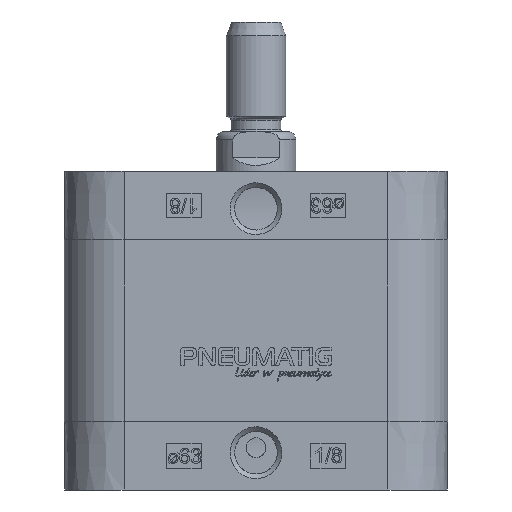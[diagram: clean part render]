
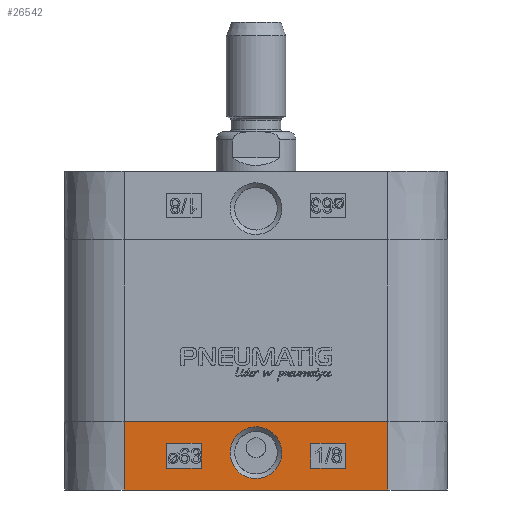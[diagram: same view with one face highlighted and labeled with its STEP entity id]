
A CAD part, left-side view. The second image highlights one B-rep face of the part: STEP entity #26542.
In plain terms, the highlighted planar face has unit normal (-1, 0, -0.009).
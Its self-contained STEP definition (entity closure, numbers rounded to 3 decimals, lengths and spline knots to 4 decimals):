
#1015=B_SPLINE_CURVE_WITH_KNOTS($,3,(#35899,#35900,#35901,#35902,#35903,
#35904,#35905,#35906,#35907,#35908,#35909,#35910,#35911,#35912,#35913,#35914,
#35915,#35916,#35917,#35918,#35919,#35920,#35921,#35922,#35923,#35924,#35925,
#35926,#35927,#35928,#35929,#35930,#35931,#35932,#35933,#35934,#35935,#35936,
#35937,#35938,#35939,#35940,#35941),.UNSPECIFIED.,.T.,.F.,(4,3,3,3,3,3,
3,3,3,3,3,3,3,3,4),(0.,0.2329,0.4472,0.8309,
1.2418,1.4358,1.6823,1.9158,2.1358,
2.5394,2.8835,3.1201,3.3573,3.5846,
3.8175),.UNSPECIFIED.);
#2727=FACE_BOUND($,#8774,.T.);
#2728=FACE_BOUND($,#8775,.T.);
#2729=FACE_BOUND($,#8776,.T.);
#2932=LINE($,#33981,#5001);
#3011=LINE($,#34314,#5080);
#3191=LINE($,#35827,#5260);
#3193=LINE($,#35831,#5262);
#3195=LINE($,#35835,#5264);
#3197=LINE($,#35838,#5266);
#3199=LINE($,#35844,#5268);
#3201=LINE($,#35848,#5270);
#3203=LINE($,#35852,#5272);
#3205=LINE($,#35855,#5274);
#3207=LINE($,#35943,#5276);
#3208=LINE($,#35944,#5277);
#5001=VECTOR($,#29360,5.3);
#5080=VECTOR($,#29623,5.3);
#5260=VECTOR($,#29959,0.5);
#5262=VECTOR($,#29963,0.7);
#5264=VECTOR($,#29967,0.5);
#5266=VECTOR($,#29971,0.7);
#5268=VECTOR($,#29977,0.5);
#5270=VECTOR($,#29981,0.7);
#5272=VECTOR($,#29985,0.5);
#5274=VECTOR($,#29989,0.7);
#5276=VECTOR($,#29995,1.3751);
#5277=VECTOR($,#29996,1.3751);
#7179=FACE_OUTER_BOUND($,#8773,.T.);
#8773=EDGE_LOOP($,(#18567,#18568,#18569,#18570));
#8774=EDGE_LOOP($,(#18571,#18572,#18573,#18574));
#8775=EDGE_LOOP($,(#18575,#18576,#18577,#18578));
#8776=EDGE_LOOP($,(#18579));
#10835=VERTEX_POINT($,#33978);
#10836=VERTEX_POINT($,#33980);
#10935=VERTEX_POINT($,#34311);
#10936=VERTEX_POINT($,#34313);
#11204=VERTEX_POINT($,#35824);
#11205=VERTEX_POINT($,#35826);
#11206=VERTEX_POINT($,#35830);
#11207=VERTEX_POINT($,#35834);
#11208=VERTEX_POINT($,#35841);
#11209=VERTEX_POINT($,#35843);
#11210=VERTEX_POINT($,#35847);
#11211=VERTEX_POINT($,#35851);
#11212=VERTEX_POINT($,#35897);
#13594=EDGE_CURVE($,#10836,#10835,#2932,.T.);
#13718=EDGE_CURVE($,#10936,#10935,#3011,.T.);
#14072=EDGE_CURVE($,#11205,#11204,#3191,.T.);
#14074=EDGE_CURVE($,#11206,#11205,#3193,.T.);
#14076=EDGE_CURVE($,#11207,#11206,#3195,.T.);
#14078=EDGE_CURVE($,#11204,#11207,#3197,.T.);
#14080=EDGE_CURVE($,#11209,#11208,#3199,.T.);
#14082=EDGE_CURVE($,#11210,#11209,#3201,.T.);
#14084=EDGE_CURVE($,#11211,#11210,#3203,.T.);
#14086=EDGE_CURVE($,#11208,#11211,#3205,.T.);
#14088=EDGE_CURVE($,#11212,#11212,#1015,.T.);
#14089=EDGE_CURVE($,#10936,#10835,#3207,.T.);
#14090=EDGE_CURVE($,#10935,#10836,#3208,.T.);
#18567=ORIENTED_EDGE($,*,*,#13594,.T.);
#18568=ORIENTED_EDGE($,*,*,#14089,.F.);
#18569=ORIENTED_EDGE($,*,*,#13718,.T.);
#18570=ORIENTED_EDGE($,*,*,#14090,.T.);
#18571=ORIENTED_EDGE($,*,*,#14072,.T.);
#18572=ORIENTED_EDGE($,*,*,#14078,.T.);
#18573=ORIENTED_EDGE($,*,*,#14076,.T.);
#18574=ORIENTED_EDGE($,*,*,#14074,.T.);
#18575=ORIENTED_EDGE($,*,*,#14080,.T.);
#18576=ORIENTED_EDGE($,*,*,#14086,.T.);
#18577=ORIENTED_EDGE($,*,*,#14084,.T.);
#18578=ORIENTED_EDGE($,*,*,#14082,.T.);
#18579=ORIENTED_EDGE($,*,*,#14088,.F.);
#25945=PLANE($,#28180);
#26542=ADVANCED_FACE($,(#7179,#2727,#2728,#2729),#25945,.T.);
#28180=AXIS2_PLACEMENT_3D($,#35942,#29993,#29994);
#29360=DIRECTION($,(0.,-1.,0.));
#29623=DIRECTION($,(0.,1.,0.));
#29959=DIRECTION($,(-0.009,0.,1.));
#29963=DIRECTION($,(0.,1.,0.));
#29967=DIRECTION($,(0.009,0.,-1.));
#29971=DIRECTION($,(0.,-1.,0.));
#29977=DIRECTION($,(-0.009,0.,1.));
#29981=DIRECTION($,(0.,1.,0.));
#29985=DIRECTION($,(0.009,0.,-1.));
#29989=DIRECTION($,(0.,-1.,0.));
#29993=DIRECTION('center_axis',(-1.,0.,-0.009));
#29994=DIRECTION('ref_axis',(-0.009,0.,
1.));
#29995=DIRECTION($,(0.009,0.,-1.));
#29996=DIRECTION($,(0.009,0.,-1.));
#33978=CARTESIAN_POINT('',(-3.838,-2.65,0.));
#33980=CARTESIAN_POINT('',(-3.838,2.65,0.));
#33981=CARTESIAN_POINT($,(-3.838,2.65,0.));
#34311=CARTESIAN_POINT('',(-3.85,2.65,1.375));
#34313=CARTESIAN_POINT('',(-3.85,-2.65,1.375));
#34314=CARTESIAN_POINT($,(-3.85,-2.65,1.375));
#35824=CARTESIAN_POINT('',(-3.8462,-1.1,0.935));
#35826=CARTESIAN_POINT('',(-3.8418,-1.1,0.435));
#35827=CARTESIAN_POINT($,(-3.8418,-1.1,0.435));
#35830=CARTESIAN_POINT('',(-3.8418,-1.8,0.435));
#35831=CARTESIAN_POINT($,(-3.8418,-1.8,0.435));
#35834=CARTESIAN_POINT('',(-3.8462,-1.8,0.935));
#35835=CARTESIAN_POINT($,(-3.8462,-1.8,0.935));
#35838=CARTESIAN_POINT($,(-3.8462,-1.1,0.935));
#35841=CARTESIAN_POINT('',(-3.8462,1.8,0.935));
#35843=CARTESIAN_POINT('',(-3.8418,1.8,0.435));
#35844=CARTESIAN_POINT($,(-3.8418,1.8,0.435));
#35847=CARTESIAN_POINT('',(-3.8418,1.1,0.435));
#35848=CARTESIAN_POINT($,(-3.8418,1.1,0.435));
#35851=CARTESIAN_POINT('',(-3.8462,1.1,0.935));
#35852=CARTESIAN_POINT($,(-3.8462,1.1,0.935));
#35855=CARTESIAN_POINT($,(-3.8462,1.8,0.935));
#35897=CARTESIAN_POINT('',(-3.8491,-0.0001,1.2687));
#35899=CARTESIAN_POINT('Ctrl Pts',(-3.84,-0.0003,
0.2306));
#35900=CARTESIAN_POINT('Ctrl Pts',(-3.84,-0.0779,
0.2305));
#35901=CARTESIAN_POINT('Ctrl Pts',(-3.8402,-0.1577,
0.248));
#35902=CARTESIAN_POINT('Ctrl Pts',(-3.8405,-0.2256,
0.2807));
#35903=CARTESIAN_POINT('Ctrl Pts',(-3.8407,-0.2881,
0.3108));
#35904=CARTESIAN_POINT('Ctrl Pts',(-3.841,-0.3344,
0.3486));
#35905=CARTESIAN_POINT('Ctrl Pts',(-3.8414,-0.3713,
0.3869));
#35906=CARTESIAN_POINT('Ctrl Pts',(-3.842,-0.4373,
0.4553));
#35907=CARTESIAN_POINT('Ctrl Pts',(-3.8427,-0.4855,
0.5424));
#35908=CARTESIAN_POINT('Ctrl Pts',(-3.8435,-0.5064,
0.6336));
#35909=CARTESIAN_POINT('Ctrl Pts',(-3.8444,-0.5287,
0.7313));
#35910=CARTESIAN_POINT('Ctrl Pts',(-3.8453,-0.5207,
0.8378));
#35911=CARTESIAN_POINT('Ctrl Pts',(-3.8461,-0.4851,
0.9335));
#35912=CARTESIAN_POINT('Ctrl Pts',(-3.8465,-0.4683,
0.9786));
#35913=CARTESIAN_POINT('Ctrl Pts',(-3.847,-0.4438,
1.0265));
#35914=CARTESIAN_POINT('Ctrl Pts',(-3.8474,-0.4066,
1.0732));
#35915=CARTESIAN_POINT('Ctrl Pts',(-3.8479,-0.3593,
1.1325));
#35916=CARTESIAN_POINT('Ctrl Pts',(-3.8483,-0.2926,
1.1849));
#35917=CARTESIAN_POINT('Ctrl Pts',(-3.8486,-0.2201,
1.2188));
#35918=CARTESIAN_POINT('Ctrl Pts',(-3.8489,-0.1515,
1.2509));
#35919=CARTESIAN_POINT('Ctrl Pts',(-3.8491,-0.074,
1.2687));
#35920=CARTESIAN_POINT('Ctrl Pts',(-3.8491,-0.0001,
1.2687));
#35921=CARTESIAN_POINT('Ctrl Pts',(-3.8491,0.0696,
1.2687));
#35922=CARTESIAN_POINT('Ctrl Pts',(-3.8489,0.1282,
1.2545));
#35923=CARTESIAN_POINT('Ctrl Pts',(-3.8488,0.1766,
1.2367));
#35924=CARTESIAN_POINT('Ctrl Pts',(-3.8485,0.2655,1.2041));
#35925=CARTESIAN_POINT('Ctrl Pts',(-3.848,0.3454,
1.1492));
#35926=CARTESIAN_POINT('Ctrl Pts',(-3.8474,0.4062,
1.0731));
#35927=CARTESIAN_POINT('Ctrl Pts',(-3.8468,0.4581,
1.0081));
#35928=CARTESIAN_POINT('Ctrl Pts',(-3.846,0.4974,
0.9215));
#35929=CARTESIAN_POINT('Ctrl Pts',(-3.8453,0.5122,
0.8321));
#35930=CARTESIAN_POINT('Ctrl Pts',(-3.8447,0.5224,
0.7707));
#35931=CARTESIAN_POINT('Ctrl Pts',(-3.8442,0.5237,
0.7065));
#35932=CARTESIAN_POINT('Ctrl Pts',(-3.8435,0.5071,0.6336));
#35933=CARTESIAN_POINT('Ctrl Pts',(-3.8429,0.4904,
0.5606));
#35934=CARTESIAN_POINT('Ctrl Pts',(-3.8422,0.4533,
0.4847));
#35935=CARTESIAN_POINT('Ctrl Pts',(-3.8417,0.4031,
0.4229));
#35936=CARTESIAN_POINT('Ctrl Pts',(-3.8412,0.355,
0.3637));
#35937=CARTESIAN_POINT('Ctrl Pts',(-3.8407,0.2941,
0.3144));
#35938=CARTESIAN_POINT('Ctrl Pts',(-3.8405,0.2254,
0.2813));
#35939=CARTESIAN_POINT('Ctrl Pts',(-3.8402,0.1549,
0.2473));
#35940=CARTESIAN_POINT('Ctrl Pts',(-3.84,0.0773,
0.2307));
#35941=CARTESIAN_POINT('Ctrl Pts',(-3.84,-0.0003,
0.2306));
#35942=CARTESIAN_POINT('Origin',(-3.85,0.,1.375));
#35943=CARTESIAN_POINT($,(-3.85,-2.65,1.375));
#35944=CARTESIAN_POINT($,(-3.85,2.65,1.375));
